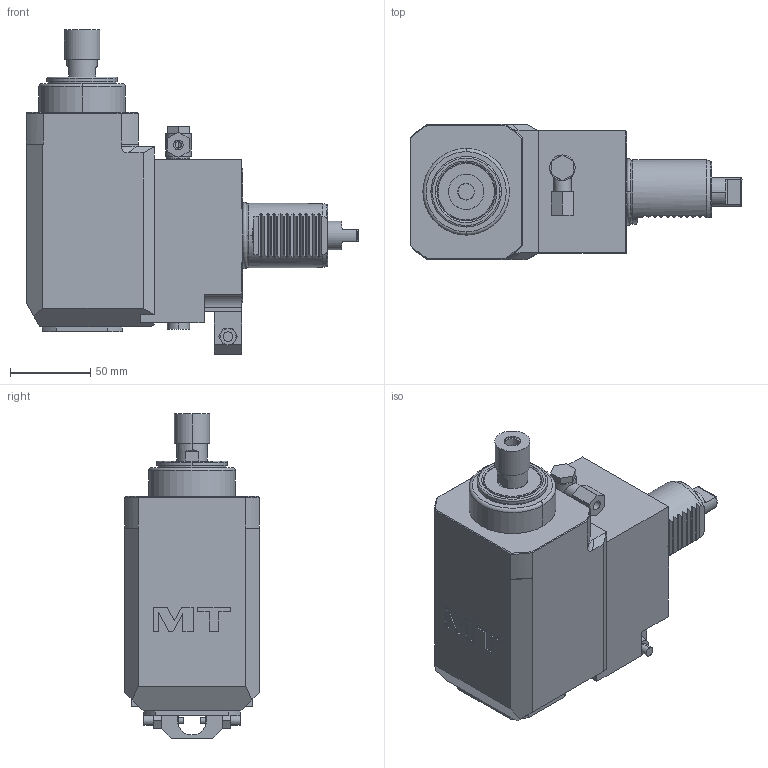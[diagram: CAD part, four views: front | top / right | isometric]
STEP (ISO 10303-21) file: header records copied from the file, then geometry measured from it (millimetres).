
FILE_DESCRIPTION((''),'2;1');
FILE_NAME('DUP0363016_CONF','2024-12-13T17:16:11',('fpalella'),('M.T. srl'),'CREO PARAMETRIC BY PTC INC, 2023352','CREO PARAMETRIC BY PTC INC, 2023352','');
FILE_SCHEMA(('CONFIG_CONTROL_DESIGN'));
Length unit declared in the file: millimetre
Products named in the file (1): DUP0363016_CONF
Bounding box: 207 x 84 x 202.25 mm (x, y, z)
Volume: 1400366.4 mm3; surface area: 95431.7 mm2
Topology: 1 solids, 1 shells, 354 faces, 886 edges, 562 vertices
Faces by surface type: plane 199, cylinder 93, cone 45, torus 15, extrusion 2
Entity records: 11945 total; most frequent: CARTESIAN_POINT 3551, ORIENTED_EDGE 1772, DIRECTION 1686, EDGE_CURVE 886, AXIS2_PLACEMENT_3D 608, VERTEX_POINT 562, VECTOR 470, LINE 468
